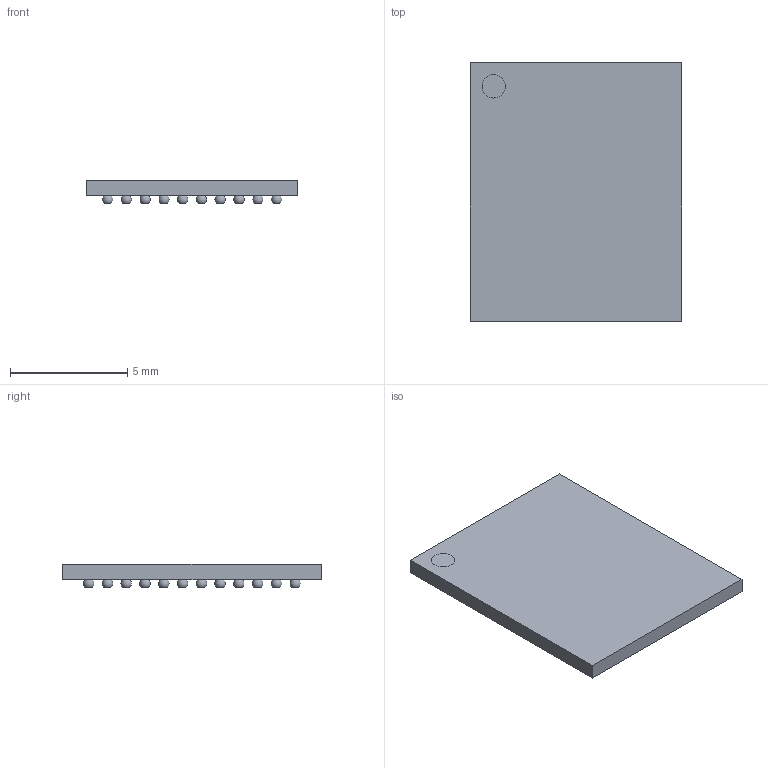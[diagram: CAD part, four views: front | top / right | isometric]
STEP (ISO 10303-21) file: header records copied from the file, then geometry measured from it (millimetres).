
FILE_DESCRIPTION(/* description */ (''),/* implementation_level */ '2;1');
FILE_NAME(/* name */ 'BGA63C80P10X12_900X1100X100.stp',/* time_stamp */ '2016-06-06T13:32:08+02:00',/* author */ ('riccim'),/* organization */ (''),/* preprocessor_version */ 'ST-DEVELOPER v15.5',/* originating_system */ 'AutoCAD Mechanical',/* authorisation */ '');
FILE_SCHEMA (('AUTOMOTIVE_DESIGN { 1 0 10303 214 3 1 1 }'));
Length unit declared in the file: millimetre
Products named in the file (1): Product
Bounding box: 9 x 11 x 1 mm (x, y, z)
Volume: 67.1 mm3; surface area: 265 mm2
Topology: 65 solids, 65 shells, 200 faces, 270 edges, 201 vertices
Faces by surface type: plane 135, sphere 63, cylinder 2
Full cylindrical faces by diameter (mm): 1 x2
Entity records: 3371 total; most frequent: DIRECTION 674, CARTESIAN_POINT 481, AXIS2_PLACEMENT_3D 331, ORIENTED_EDGE 284, EDGE_LOOP 266, FACE_OUTER_BOUND 200, ADVANCED_FACE 200, EDGE_CURVE 142
